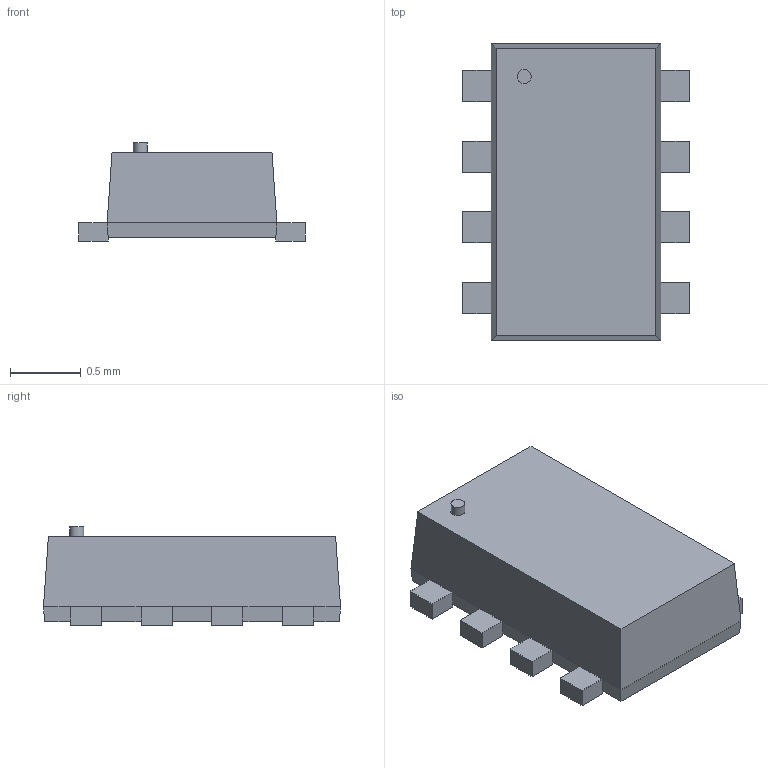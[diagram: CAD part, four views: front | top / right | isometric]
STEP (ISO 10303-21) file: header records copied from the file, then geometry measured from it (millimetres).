
FILE_DESCRIPTION(/* description */ ('model of SOT-583-8'),/* implementation_level */ '2;1');
FILE_NAME(/* name */ 'SOT-583-8.step',/* time_stamp */ '1970-01-01T00:00:00',/* author */ ('KiCAD','kicad'),/* organization */ ('OCCT'),/* preprocessor_version */ '',/* originating_system */ 'KiCAD',/* authorisation */ '');
FILE_SCHEMA(('AUTOMOTIVE_DESIGN { 1 0 10303 214 1 1 1 1 }'));
Length unit declared in the file: millimetre
Products named in the file (1): SOT-583-8
Bounding box: 1.6 x 2.1 x 0.69 mm (x, y, z)
Volume: 1.5 mm3; surface area: 9.9 mm2
Topology: 1 solids, 1 shells, 68 faces, 159 edges, 94 vertices
Faces by surface type: plane 51, bspline 16, cylinder 1
Full cylindrical faces by diameter (mm): 0.1 x1
Entity records: 1255 total; most frequent: ORIENTED_EDGE 254, CARTESIAN_POINT 169, EDGE_CURVE 159, LINE 101, VERTEX_POINT 94, FACE_BOUND 69, EDGE_LOOP 69, ADVANCED_FACE 68
